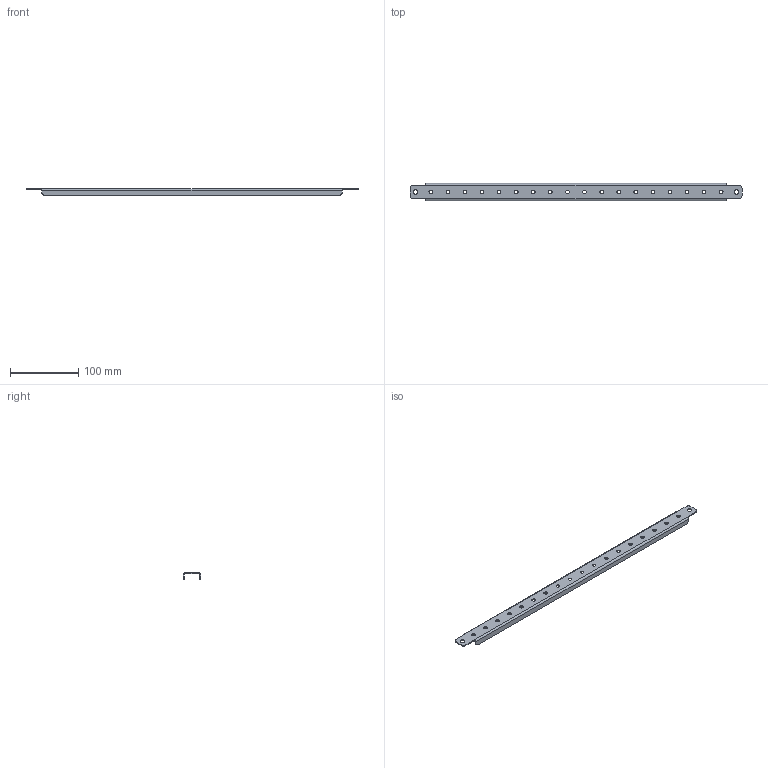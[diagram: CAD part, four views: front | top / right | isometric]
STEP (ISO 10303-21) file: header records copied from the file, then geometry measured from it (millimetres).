
FILE_DESCRIPTION (( 'STEP AP214' ), '1' );
FILE_NAME ('FO-00-RDH-060 FORMAT Ðåéêà äâåðíàÿ ãîðèçîíòàëüíàÿ 600ìì IEK.STEP', '2022-05-11T12:11:58', ( '' ), ( '' ), 'SwSTEP 2.0', 'SolidWorks 2017', '' );
FILE_SCHEMA (( 'AUTOMOTIVE_DESIGN' ));
Length unit declared in the file: millimetre
Products named in the file (1): FO-00-RDH-060 FORMAT Ðåéêà äâåðíàÿ ãîðèçîíòàëüíàÿ 600ìì IEK
Bounding box: 486 x 25 x 10 mm (x, y, z)
Volume: 27326.3 mm3; surface area: 38508 mm2
Topology: 1 solids, 1 shells, 74 faces, 200 edges, 128 vertices
Faces by surface type: cylinder 52, plane 22
Entity records: 2584 total; most frequent: DIRECTION 454, CARTESIAN_POINT 403, ORIENTED_EDGE 400, EDGE_CURVE 200, AXIS2_PLACEMENT_3D 179, VERTEX_POINT 128, EDGE_LOOP 114, CIRCLE 104
